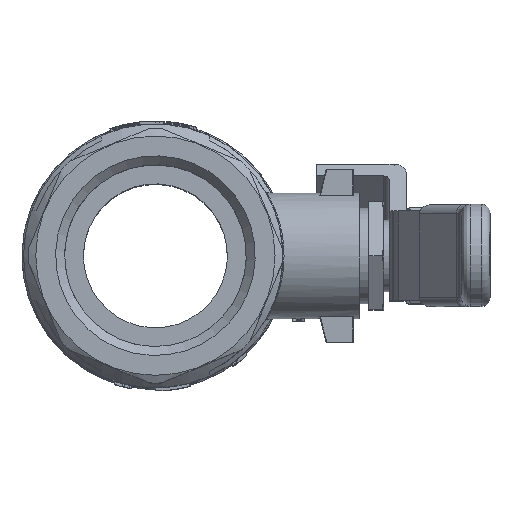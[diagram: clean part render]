
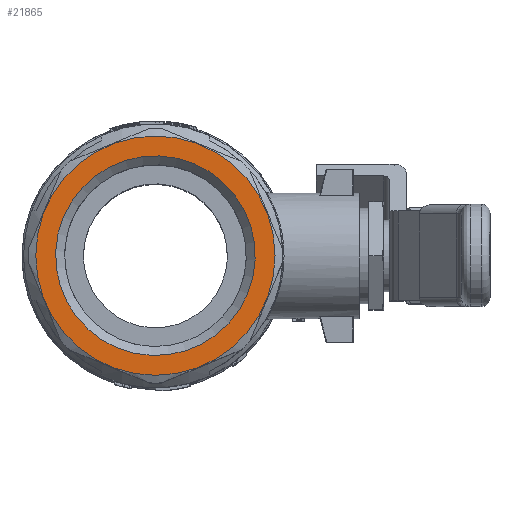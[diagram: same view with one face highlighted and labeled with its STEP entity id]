
A CAD part, top view. The second image highlights one B-rep face of the part: STEP entity #21865.
In plain terms, the highlighted planar face has unit normal (0, 0, 1).
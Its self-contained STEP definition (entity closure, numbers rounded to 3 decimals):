
#4517=PLANE('',#31555);
#6952=ORIENTED_EDGE('',*,*,#13731,.F.);
#6953=ORIENTED_EDGE('',*,*,#13730,.F.);
#13730=EDGE_CURVE('',#17165,#17165,#18728,.T.);
#13731=EDGE_CURVE('',#17166,#17166,#18729,.T.);
#17165=VERTEX_POINT('',#45787);
#17166=VERTEX_POINT('',#45790);
#18728=CIRCLE('',#31554,16.646);
#18729=CIRCLE('',#31556,19.951);
#19103=EDGE_LOOP('',(#6952));
#19104=EDGE_LOOP('',(#6953));
#20468=FACE_BOUND('',#19103,.T.);
#20469=FACE_BOUND('',#19104,.T.);
#21865=ADVANCED_FACE('',(#20468,#20469),#4517,.T.);
#31554=AXIS2_PLACEMENT_3D('',#45786,#35736,#35737);
#31555=AXIS2_PLACEMENT_3D('',#45788,#35738,#35739);
#31556=AXIS2_PLACEMENT_3D('',#45789,#35740,#35741);
#35736=DIRECTION('',(0.,0.,1.));
#35737=DIRECTION('',(0.383,0.924,0.));
#35738=DIRECTION('',(0.,0.,1.));
#35739=DIRECTION('',(1.,0.,0.));
#35740=DIRECTION('',(0.,0.,-1.));
#35741=DIRECTION('',(0.,1.,0.));
#45786=CARTESIAN_POINT('',(10.,0.,48.3));
#45787=CARTESIAN_POINT('',(16.37,15.378,48.3));
#45788=CARTESIAN_POINT('',(10.,0.,48.3));
#45789=CARTESIAN_POINT('',(10.,0.,48.3));
#45790=CARTESIAN_POINT('',(10.,19.951,48.3));
